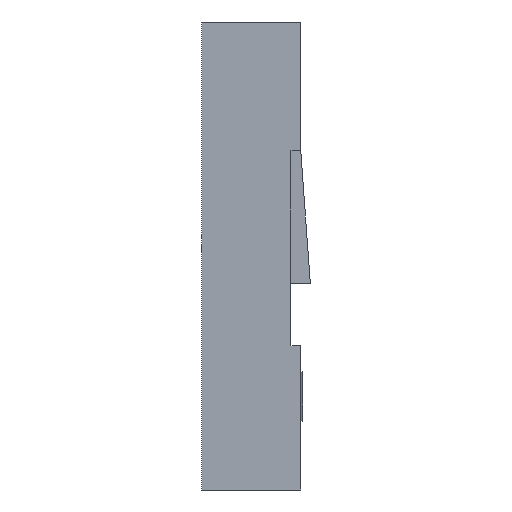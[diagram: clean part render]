
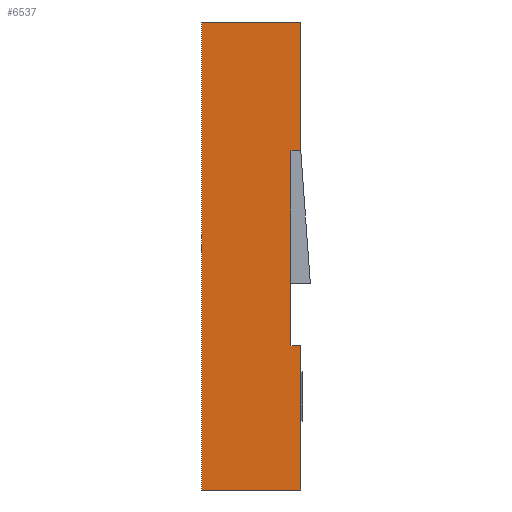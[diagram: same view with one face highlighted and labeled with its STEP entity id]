
A CAD part, left-side view. The second image highlights one B-rep face of the part: STEP entity #6537.
In plain terms, the highlighted planar face has unit normal (-1, 0, 0).
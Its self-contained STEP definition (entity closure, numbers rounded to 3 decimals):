
#481 = PLANE ( 'NONE',  #9170 ) ;
#1273 = CARTESIAN_POINT ( 'NONE',  ( -21.59, -1.27, 12. ) ) ;
#1326 = LINE ( 'NONE', #7500, #27388 ) ;
#1432 = CARTESIAN_POINT ( 'NONE',  ( -21.59, -1.27, 8.7 ) ) ;
#1730 = EDGE_CURVE ( 'NONE', #29536, #13409, #3916, .T. ) ;
#2694 = CARTESIAN_POINT ( 'NONE',  ( -21.59, 0., 12. ) ) ;
#2859 = CARTESIAN_POINT ( 'NONE',  ( -21.59, 1.27, 12. ) ) ;
#3590 = CARTESIAN_POINT ( 'NONE',  ( -21.59, 1.27, 0. ) ) ;
#3916 = LINE ( 'NONE', #16027, #27428 ) ;
#4077 = ORIENTED_EDGE ( 'NONE', *, *, #12912, .T. ) ;
#4349 = VERTEX_POINT ( 'NONE', #22721 ) ;
#4632 = CARTESIAN_POINT ( 'NONE',  ( -21.59, 0., 12. ) ) ;
#4830 = EDGE_CURVE ( 'NONE', #19282, #11457, #29372, .T. ) ;
#4836 = DIRECTION ( 'NONE',  ( 0., 1., 0. ) ) ;
#5096 = EDGE_CURVE ( 'NONE', #29536, #4349, #21808, .T. ) ;
#5497 = EDGE_CURVE ( 'NONE', #26053, #23645, #1326, .T. ) ;
#5725 = EDGE_CURVE ( 'NONE', #4349, #11457, #27006, .T. ) ;
#6506 = CARTESIAN_POINT ( 'NONE',  ( -21.59, 4.588, 8.7 ) ) ;
#6537 = ADVANCED_FACE ( 'NONE', ( #23661 ), #481, .F. ) ;
#6779 = CARTESIAN_POINT ( 'NONE',  ( -21.59, -1.02, 8.7 ) ) ;
#6927 = CARTESIAN_POINT ( 'NONE',  ( -21.59, -1.27, 0. ) ) ;
#7059 = DIRECTION ( 'NONE',  ( 0., 0., -1. ) ) ;
#7446 = CARTESIAN_POINT ( 'NONE',  ( -21.59, -1.27, 12. ) ) ;
#7500 = CARTESIAN_POINT ( 'NONE',  ( -21.59, 0., 0. ) ) ;
#9170 = AXIS2_PLACEMENT_3D ( 'NONE', #2694, #16457, #4836 ) ;
#9836 = DIRECTION ( 'NONE',  ( 0., -1., 0. ) ) ;
#11457 = VERTEX_POINT ( 'NONE', #1432 ) ;
#11591 = ORIENTED_EDGE ( 'NONE', *, *, #25764, .F. ) ;
#11603 = ORIENTED_EDGE ( 'NONE', *, *, #5096, .T. ) ;
#12804 = VECTOR ( 'NONE', #20296, 1000. ) ;
#12912 = EDGE_CURVE ( 'NONE', #24358, #26053, #19087, .T. ) ;
#13409 = VERTEX_POINT ( 'NONE', #21348 ) ;
#14404 = EDGE_LOOP ( 'NONE', ( #11603, #26139, #20430, #11591, #4077, #24967, #20898, #21862 ) ) ;
#14411 = EDGE_CURVE ( 'NONE', #13409, #23645, #26267, .T. ) ;
#14569 = VECTOR ( 'NONE', #23139, 1000. ) ;
#14817 = DIRECTION ( 'NONE',  ( 0., 0., -1. ) ) ;
#16027 = CARTESIAN_POINT ( 'NONE',  ( -21.59, 4.588, 3.7 ) ) ;
#16457 = DIRECTION ( 'NONE',  ( 1., 0., 0. ) ) ;
#18552 = CARTESIAN_POINT ( 'NONE',  ( -21.59, -1.27, 12. ) ) ;
#19087 = LINE ( 'NONE', #2859, #23081 ) ;
#19282 = VERTEX_POINT ( 'NONE', #7446 ) ;
#19359 = VECTOR ( 'NONE', #7059, 1000. ) ;
#20151 = VECTOR ( 'NONE', #22643, 1000. ) ;
#20296 = DIRECTION ( 'NONE',  ( 0., 0., -1. ) ) ;
#20430 = ORIENTED_EDGE ( 'NONE', *, *, #4830, .F. ) ;
#20602 = DIRECTION ( 'NONE',  ( 0., -1., 0. ) ) ;
#20898 = ORIENTED_EDGE ( 'NONE', *, *, #14411, .F. ) ;
#21348 = CARTESIAN_POINT ( 'NONE',  ( -21.59, -1.27, 3.7 ) ) ;
#21808 = LINE ( 'NONE', #6779, #14569 ) ;
#21862 = ORIENTED_EDGE ( 'NONE', *, *, #1730, .F. ) ;
#22643 = DIRECTION ( 'NONE',  ( 0., -1., 0. ) ) ;
#22721 = CARTESIAN_POINT ( 'NONE',  ( -21.59, -1.02, 8.7 ) ) ;
#23081 = VECTOR ( 'NONE', #14817, 1000. ) ;
#23139 = DIRECTION ( 'NONE',  ( 0., 0., 1. ) ) ;
#23645 = VERTEX_POINT ( 'NONE', #6927 ) ;
#23661 = FACE_OUTER_BOUND ( 'NONE', #14404, .T. ) ;
#24358 = VERTEX_POINT ( 'NONE', #28391 ) ;
#24931 = VECTOR ( 'NONE', #20602, 1000. ) ;
#24967 = ORIENTED_EDGE ( 'NONE', *, *, #5497, .T. ) ;
#25764 = EDGE_CURVE ( 'NONE', #24358, #19282, #28511, .T. ) ;
#26053 = VERTEX_POINT ( 'NONE', #3590 ) ;
#26139 = ORIENTED_EDGE ( 'NONE', *, *, #5725, .T. ) ;
#26267 = LINE ( 'NONE', #18552, #19359 ) ;
#27006 = LINE ( 'NONE', #6506, #20151 ) ;
#27388 = VECTOR ( 'NONE', #9836, 1000. ) ;
#27428 = VECTOR ( 'NONE', #27434, 1000. ) ;
#27434 = DIRECTION ( 'NONE',  ( 0., -1., 0. ) ) ;
#28391 = CARTESIAN_POINT ( 'NONE',  ( -21.59, 1.27, 12. ) ) ;
#28511 = LINE ( 'NONE', #4632, #24931 ) ;
#29372 = LINE ( 'NONE', #1273, #12804 ) ;
#29536 = VERTEX_POINT ( 'NONE', #29877 ) ;
#29877 = CARTESIAN_POINT ( 'NONE',  ( -21.59, -1.02, 3.7 ) ) ;
